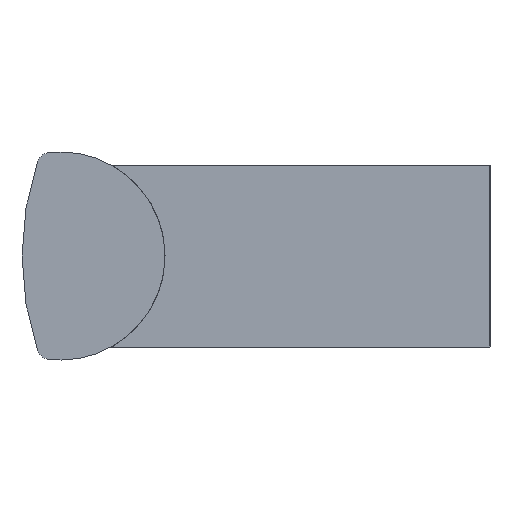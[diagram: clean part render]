
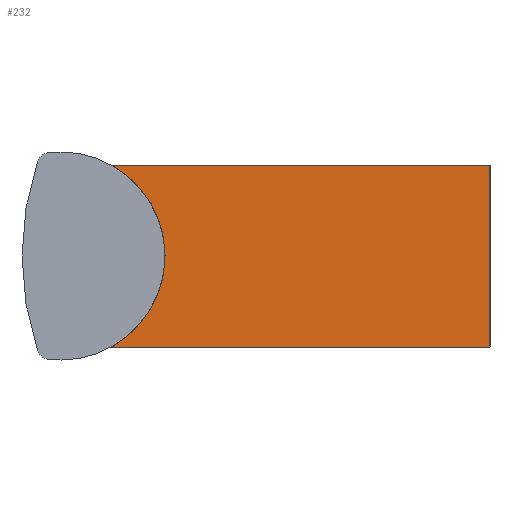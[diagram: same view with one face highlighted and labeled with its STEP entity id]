
A CAD part, left-side view. The second image highlights one B-rep face of the part: STEP entity #232.
In plain terms, the highlighted planar face has unit normal (-1, 0, 0).
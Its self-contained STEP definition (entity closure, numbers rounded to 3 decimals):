
#29 = LINE ( 'NONE', #786, #173 ) ;
#78 = CARTESIAN_POINT ( 'NONE',  ( -70., 36.002, 7. ) ) ;
#94 = DIRECTION ( 'NONE',  ( 0., 0., -1. ) ) ;
#146 = CARTESIAN_POINT ( 'NONE',  ( -70., 0., -7. ) ) ;
#150 = DIRECTION ( 'NONE',  ( -1., 0., 0. ) ) ;
#153 = VERTEX_POINT ( 'NONE', #555 ) ;
#155 = EDGE_LOOP ( 'NONE', ( #704, #298, #805, #741 ) ) ;
#165 = EDGE_CURVE ( 'NONE', #365, #256, #276, .T. ) ;
#166 = LINE ( 'NONE', #78, #648 ) ;
#167 = VERTEX_POINT ( 'NONE', #146 ) ;
#168 = CARTESIAN_POINT ( 'NONE',  ( -70., 0., -7. ) ) ;
#173 = VECTOR ( 'NONE', #844, 1000. ) ;
#229 = CARTESIAN_POINT ( 'NONE',  ( -70., 36.002, -7. ) ) ;
#232 = ADVANCED_FACE ( 'NONE', ( #432 ), #523, .F. ) ;
#237 = LINE ( 'NONE', #168, #726 ) ;
#240 = DIRECTION ( 'NONE',  ( 1., 0., 0. ) ) ;
#244 = EDGE_CURVE ( 'NONE', #167, #153, #237, .T. ) ;
#256 = VERTEX_POINT ( 'NONE', #790 ) ;
#276 = CIRCLE ( 'NONE', #692, 8. ) ;
#298 = ORIENTED_EDGE ( 'NONE', *, *, #435, .T. ) ;
#342 = CARTESIAN_POINT ( 'NONE',  ( -70., 33., 0. ) ) ;
#365 = VERTEX_POINT ( 'NONE', #753 ) ;
#432 = FACE_OUTER_BOUND ( 'NONE', #155, .T. ) ;
#435 = EDGE_CURVE ( 'NONE', #365, #167, #29, .T. ) ;
#439 = DIRECTION ( 'NONE',  ( 0., 0., 1. ) ) ;
#449 = EDGE_CURVE ( 'NONE', #256, #153, #166, .T. ) ;
#523 = PLANE ( 'NONE',  #553 ) ;
#553 = AXIS2_PLACEMENT_3D ( 'NONE', #229, #240, #94 ) ;
#555 = CARTESIAN_POINT ( 'NONE',  ( -70., 0., 7. ) ) ;
#626 = DIRECTION ( 'NONE',  ( 0., 0., -1. ) ) ;
#648 = VECTOR ( 'NONE', #696, 1000. ) ;
#692 = AXIS2_PLACEMENT_3D ( 'NONE', #342, #150, #626 ) ;
#696 = DIRECTION ( 'NONE',  ( 0., -1., 0. ) ) ;
#704 = ORIENTED_EDGE ( 'NONE', *, *, #165, .F. ) ;
#726 = VECTOR ( 'NONE', #439, 1000. ) ;
#741 = ORIENTED_EDGE ( 'NONE', *, *, #449, .F. ) ;
#753 = CARTESIAN_POINT ( 'NONE',  ( -70., 29.127, -7. ) ) ;
#786 = CARTESIAN_POINT ( 'NONE',  ( -70., 36.002, -7. ) ) ;
#790 = CARTESIAN_POINT ( 'NONE',  ( -70., 29.127, 7. ) ) ;
#805 = ORIENTED_EDGE ( 'NONE', *, *, #244, .T. ) ;
#844 = DIRECTION ( 'NONE',  ( 0., -1., 0. ) ) ;
